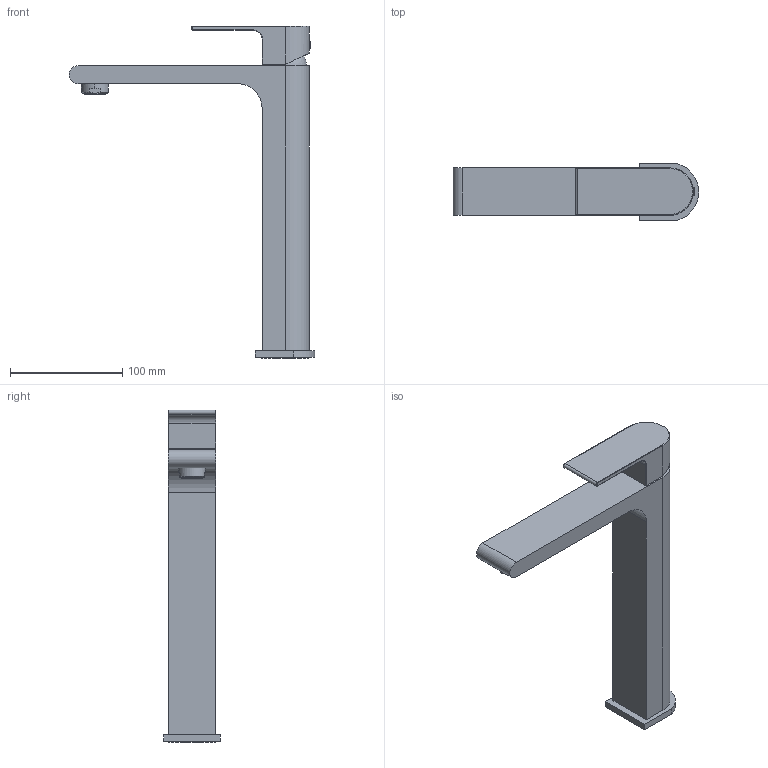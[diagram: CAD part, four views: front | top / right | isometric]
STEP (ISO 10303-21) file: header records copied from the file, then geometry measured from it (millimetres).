
FILE_DESCRIPTION (( 'STEP AP203' ), '1' );
FILE_NAME ('Z8015002BC (10120002).STEP', '2018-09-12T19:20:13', ( '' ), ( '' ), 'SwSTEP 2.0', 'SolidWorks 2018', '' );
FILE_SCHEMA (( 'CONFIG_CONTROL_DESIGN' ));
Length unit declared in the file: inch
Products named in the file (19): 8005002-232_AF1.stp; Z8015001092_AF1.stp; 8007001-662.stp; Z8015002BC (10120002).stp; Z8015002012_AF0.stp; 8002023-412.stp; PQ-21_5X15X2_8.stp; 1022001-062_AF3.stp; DS-M4X8-J_AF1.stp; DS-M5X5-P_AF3.stp; 8003101-152_AF1.stp; Z8015002BC (10120002); E-35AZSD_AF1.stp; Z8015001402.stp; JQ-29X2_AF3.stp; Z8001001072_AF3.stp; LZ-6_5_AF3.stp; JQ-40X2_5_AF1.stp; JQ-29X2_AF2.stp
Assembly tree (19 placements, depth 3):
  Z8015002BC (10120002)
    Z8015002BC (10120002).stp
      Z8015002012_AF0.stp
      8005002-232_AF1.stp
      DS-M4X8-J_AF1.stp
      JQ-29X2_AF2.stp
      JQ-29X2_AF3.stp
      E-35AZSD_AF1.stp
      1022001-062_AF3.stp
      Z8001001072_AF3.stp
      Z8015001092_AF1.stp
      DS-M5X5-P_AF3.stp
      LZ-6_5_AF3.stp
      8003101-152_AF1.stp
      JQ-40X2_5_AF1.stp
      8007001-662.stp  x2
      PQ-21_5X15X2_8.stp
      Z8015001402.stp
      8002023-412.stp
Bounding box: 219 x 50 x 295.9 mm (x, y, z)
Volume: 12581.7 mm3; surface area: 126931.5 mm2
Topology: 13 solids, 33 shells, 2266 faces, 5391 edges, 3528 vertices
Faces by surface type: cylinder 1123, plane 889, cone 106, bspline 85, torus 55, sphere 8
Entity records: 95205 total; most frequent: CARTESIAN_POINT 42737, ORIENTED_EDGE 10410, DIRECTION 9924, EDGE_CURVE 5241, AXIS2_PLACEMENT_3D 3804, VERTEX_POINT 3440, EDGE_LOOP 2773, VECTOR 2316
